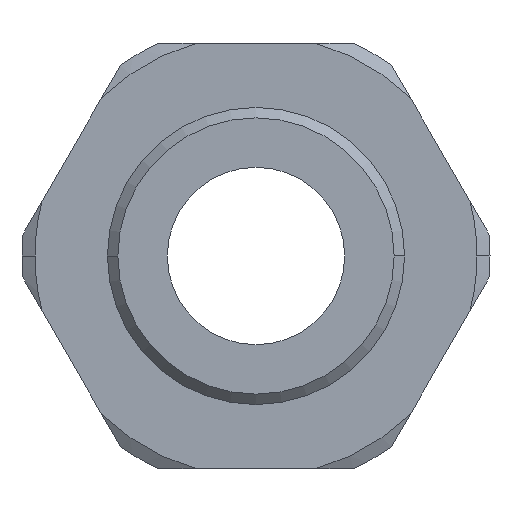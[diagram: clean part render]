
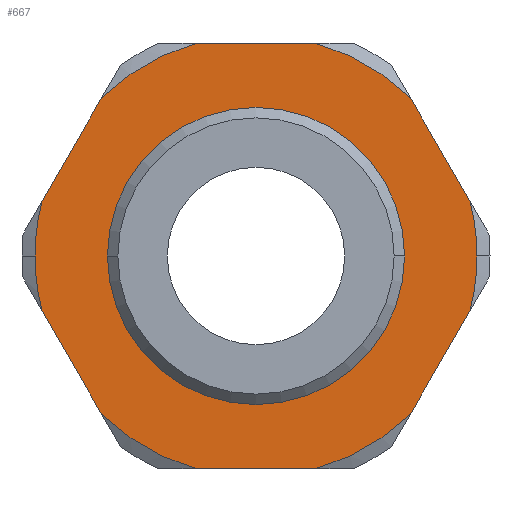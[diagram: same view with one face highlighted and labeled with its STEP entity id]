
A CAD part, left-side view. The second image highlights one B-rep face of the part: STEP entity #667.
In plain terms, the highlighted planar face has unit normal (-1, 0, 0).
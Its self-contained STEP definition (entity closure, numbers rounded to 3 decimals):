
#303 = VERTEX_POINT( '', #815 );
#305 = VERTEX_POINT( '', #817 );
#319 = EDGE_CURVE( '', #585, #431, #833, .T. );
#339 = EDGE_CURVE( '', #543, #525, #856, .T. );
#341 = EDGE_CURVE( '', #549, #305, #858, .T. );
#347 = VERTEX_POINT( '', #864 );
#351 = EDGE_CURVE( '', #371, #543, #868, .T. );
#371 = VERTEX_POINT( '', #892 );
#397 = VERTEX_POINT( '', #922 );
#399 = EDGE_CURVE( '', #701, #567, #924, .T. );
#431 = VERTEX_POINT( '', #959 );
#453 = EDGE_CURVE( '', #515, #701, #983, .T. );
#455 = EDGE_CURVE( '', #639, #549, #985, .T. );
#479 = EDGE_CURVE( '', #303, #397, #1012, .T. );
#487 = VERTEX_POINT( '', #1020 );
#515 = VERTEX_POINT( '', #1050 );
#525 = VERTEX_POINT( '', #1062 );
#535 = EDGE_CURVE( '', #397, #515, #1072, .T. );
#541 = EDGE_CURVE( '', #431, #585, #1078, .T. );
#543 = VERTEX_POINT( '', #1080 );
#549 = VERTEX_POINT( '', #1086 );
#567 = VERTEX_POINT( '', #1106 );
#577 = EDGE_CURVE( '', #525, #643, #1117, .T. );
#585 = VERTEX_POINT( '', #1125 );
#601 = EDGE_CURVE( '', #347, #371, #1143, .T. );
#617 = EDGE_CURVE( '', #305, #487, #1162, .T. );
#639 = VERTEX_POINT( '', #1186 );
#643 = VERTEX_POINT( '', #1191 );
#651 = EDGE_CURVE( '', #487, #303, #1199, .T. );
#667 = ADVANCED_FACE( '', ( #1218, #1219 ), #1220, .T. );
#675 = EDGE_CURVE( '', #567, #347, #1228, .T. );
#701 = VERTEX_POINT( '', #1257 );
#755 = EDGE_CURVE( '', #643, #639, #1319, .T. );
#815 = CARTESIAN_POINT( '', ( 22., -21.769, -22.294 ) );
#817 = CARTESIAN_POINT( '', ( 22., 8.423, -30. ) );
#833 = CIRCLE( '', #1405, 20.955 );
#856 = LINE( '', #1454, #1455 );
#858 = CIRCLE( '', #1458, 31.16 );
#864 = CARTESIAN_POINT( '', ( 22., -8.423, 30. ) );
#868 = CIRCLE( '', #1472, 31.16 );
#892 = CARTESIAN_POINT( '', ( 22., 8.423, 30. ) );
#922 = CARTESIAN_POINT( '', ( 22., -30.192, -7.706 ) );
#924 = LINE( '', #1565, #1566 );
#959 = CARTESIAN_POINT( '', ( 22., 20.955, 0. ) );
#983 = CIRCLE( '', #1696, 31.16 );
#985 = LINE( '', #1699, #1700 );
#1012 = LINE( '', #1727, #1728 );
#1020 = CARTESIAN_POINT( '', ( 22., -8.423, -30. ) );
#1050 = CARTESIAN_POINT( '', ( 22., -31.16, 0. ) );
#1062 = CARTESIAN_POINT( '', ( 22., 30.192, 7.706 ) );
#1072 = CIRCLE( '', #1831, 31.16 );
#1078 = CIRCLE( '', #1840, 20.955 );
#1080 = CARTESIAN_POINT( '', ( 22., 21.769, 22.294 ) );
#1086 = CARTESIAN_POINT( '', ( 22., 21.769, -22.294 ) );
#1106 = CARTESIAN_POINT( '', ( 22., -21.769, 22.294 ) );
#1117 = CIRCLE( '', #1908, 31.16 );
#1125 = CARTESIAN_POINT( '', ( 22., -20.955, 0. ) );
#1143 = LINE( '', #1953, #1954 );
#1162 = LINE( '', #1987, #1988 );
#1186 = CARTESIAN_POINT( '', ( 22., 30.192, -7.706 ) );
#1191 = CARTESIAN_POINT( '', ( 22., 31.16, 0. ) );
#1199 = CIRCLE( '', #2063, 31.16 );
#1218 = FACE_OUTER_BOUND( '', #2094, .T. );
#1219 = FACE_BOUND( '', #2095, .T. );
#1220 = PLANE( '', #2096 );
#1228 = CIRCLE( '', #2107, 31.16 );
#1257 = CARTESIAN_POINT( '', ( 22., -30.192, 7.706 ) );
#1319 = CIRCLE( '', #2239, 31.16 );
#1405 = AXIS2_PLACEMENT_3D( '', #2308, #2309, #2310 );
#1454 = CARTESIAN_POINT( '', ( 22., 33.568, 1.858 ) );
#1455 = VECTOR( '', #2344, 1. );
#1458 = AXIS2_PLACEMENT_3D( '', #2345, #2346, #2347 );
#1472 = AXIS2_PLACEMENT_3D( '', #2352, #2353, #2354 );
#1565 = CARTESIAN_POINT( '', ( 22., -18.393, 28.142 ) );
#1566 = VECTOR( '', #2430, 1. );
#1696 = AXIS2_PLACEMENT_3D( '', #2490, #2491, #2492 );
#1699 = CARTESIAN_POINT( '', ( 22., 24.908, -16.858 ) );
#1700 = VECTOR( '', #2493, 1. );
#1727 = CARTESIAN_POINT( '', ( 22., -27.054, -13.142 ) );
#1728 = VECTOR( '', #2519, 1. );
#1831 = AXIS2_PLACEMENT_3D( '', #2570, #2571, #2572 );
#1840 = AXIS2_PLACEMENT_3D( '', #2579, #2580, #2581 );
#1908 = AXIS2_PLACEMENT_3D( '', #2619, #2620, #2621 );
#1953 = CARTESIAN_POINT( '', ( 22., 21.689, 30. ) );
#1954 = VECTOR( '', #2652, 1. );
#1987 = CARTESIAN_POINT( '', ( 22., 4.368, -30. ) );
#1988 = VECTOR( '', #2681, 1. );
#2063 = AXIS2_PLACEMENT_3D( '', #2712, #2713, #2714 );
#2094 = EDGE_LOOP( '', ( #2754, #2755, #2756, #2757, #2758, #2759, #2760, #2761, #2762, #2763, #2764, #2765, #2766, #2767 ) );
#2095 = EDGE_LOOP( '', ( #2768, #2769 ) );
#2096 = AXIS2_PLACEMENT_3D( '', #2770, #2771, #2772 );
#2107 = AXIS2_PLACEMENT_3D( '', #2779, #2780, #2781 );
#2239 = AXIS2_PLACEMENT_3D( '', #2891, #2892, #2893 );
#2308 = CARTESIAN_POINT( '', ( 22., 0., 0. ) );
#2309 = DIRECTION( '', ( -1., 0., 0. ) );
#2310 = DIRECTION( '', ( 0., 1., 0. ) );
#2344 = DIRECTION( '', ( 0., 0.5, -0.866 ) );
#2345 = CARTESIAN_POINT( '', ( 22., 0., 0. ) );
#2346 = DIRECTION( '', ( -1., 0., 0. ) );
#2347 = DIRECTION( '', ( 0., 1., 0. ) );
#2352 = CARTESIAN_POINT( '', ( 22., 0., 0. ) );
#2353 = DIRECTION( '', ( -1., 0., 0. ) );
#2354 = DIRECTION( '', ( 0., 1., 0. ) );
#2430 = DIRECTION( '', ( 0., 0.5, 0.866 ) );
#2490 = CARTESIAN_POINT( '', ( 22., 0., 0. ) );
#2491 = DIRECTION( '', ( -1., 0., 0. ) );
#2492 = DIRECTION( '', ( 0., 1., 0. ) );
#2493 = DIRECTION( '', ( 0., -0.5, -0.866 ) );
#2519 = DIRECTION( '', ( 0., -0.5, 0.866 ) );
#2570 = CARTESIAN_POINT( '', ( 22., 0., 0. ) );
#2571 = DIRECTION( '', ( -1., 0., 0. ) );
#2572 = DIRECTION( '', ( 0., 1., 0. ) );
#2579 = CARTESIAN_POINT( '', ( 22., 0., 0. ) );
#2580 = DIRECTION( '', ( -1., 0., 0. ) );
#2581 = DIRECTION( '', ( 0., 1., 0. ) );
#2619 = CARTESIAN_POINT( '', ( 22., 0., 0. ) );
#2620 = DIRECTION( '', ( -1., 0., 0. ) );
#2621 = DIRECTION( '', ( 0., 1., 0. ) );
#2652 = DIRECTION( '', ( 0., 1., 0. ) );
#2681 = DIRECTION( '', ( 0., -1., 0. ) );
#2712 = CARTESIAN_POINT( '', ( 22., 0., 0. ) );
#2713 = DIRECTION( '', ( -1., 0., 0. ) );
#2714 = DIRECTION( '', ( 0., 1., 0. ) );
#2754 = ORIENTED_EDGE( '', *, *, #399, .T. );
#2755 = ORIENTED_EDGE( '', *, *, #675, .T. );
#2756 = ORIENTED_EDGE( '', *, *, #601, .T. );
#2757 = ORIENTED_EDGE( '', *, *, #351, .T. );
#2758 = ORIENTED_EDGE( '', *, *, #339, .T. );
#2759 = ORIENTED_EDGE( '', *, *, #577, .T. );
#2760 = ORIENTED_EDGE( '', *, *, #755, .T. );
#2761 = ORIENTED_EDGE( '', *, *, #455, .T. );
#2762 = ORIENTED_EDGE( '', *, *, #341, .T. );
#2763 = ORIENTED_EDGE( '', *, *, #617, .T. );
#2764 = ORIENTED_EDGE( '', *, *, #651, .T. );
#2765 = ORIENTED_EDGE( '', *, *, #479, .T. );
#2766 = ORIENTED_EDGE( '', *, *, #535, .T. );
#2767 = ORIENTED_EDGE( '', *, *, #453, .T. );
#2768 = ORIENTED_EDGE( '', *, *, #541, .F. );
#2769 = ORIENTED_EDGE( '', *, *, #319, .F. );
#2770 = CARTESIAN_POINT( '', ( 22., 26.058, 0. ) );
#2771 = DIRECTION( '', ( -1., 0., 0. ) );
#2772 = DIRECTION( '', ( 0., 1., 0. ) );
#2779 = CARTESIAN_POINT( '', ( 22., 0., 0. ) );
#2780 = DIRECTION( '', ( -1., 0., 0. ) );
#2781 = DIRECTION( '', ( 0., 1., 0. ) );
#2891 = CARTESIAN_POINT( '', ( 22., 0., 0. ) );
#2892 = DIRECTION( '', ( -1., 0., 0. ) );
#2893 = DIRECTION( '', ( 0., 1., 0. ) );
